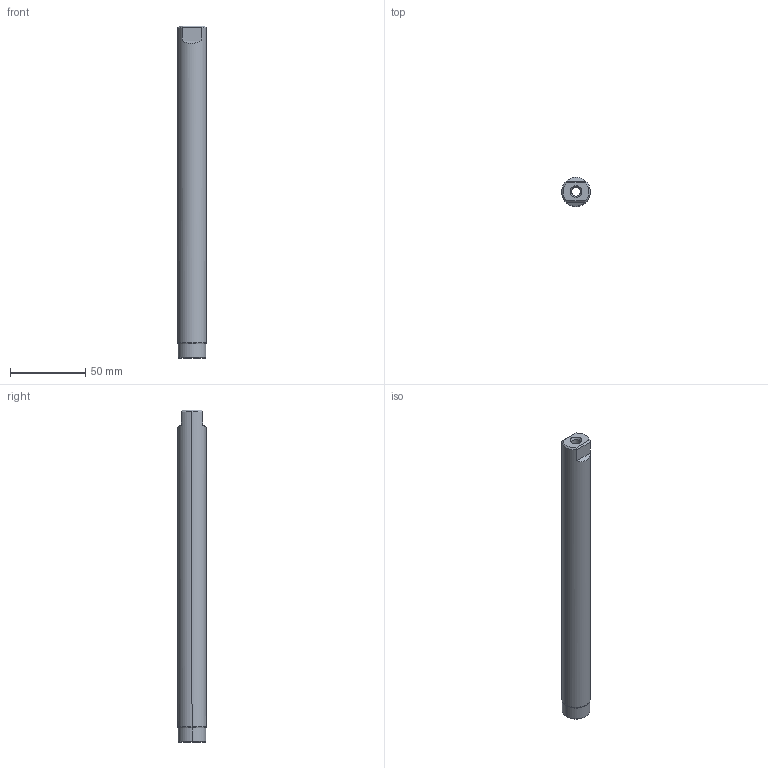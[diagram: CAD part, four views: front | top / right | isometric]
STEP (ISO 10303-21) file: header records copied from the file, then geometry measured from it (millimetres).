
FILE_DESCRIPTION(/* description */ (''),/* implementation_level */ '2;1');
FILE_NAME(/* name */ 'scu12m10s220l.stp',/* time_stamp */ '2018-04-24T14:56:01+09:00',/* author */ (''),/* organization */ (''),/* preprocessor_version */ 'ST-DEVELOPER v16',/* originating_system */ 'SIEMENS PLM Software NX 10.0',/* authorisation */ '');
FILE_SCHEMA (('AUTOMOTIVE_DESIGN { 1 0 10303 214 3 1 1 1 }'));
Length unit declared in the file: millimetre
Products named in the file (1): SCU12M10S220L
Bounding box: 19.05 x 19.05 x 220 mm (x, y, z)
Volume: 54629.6 mm3; surface area: 17978.4 mm2
Topology: 1 solids, 1 shells, 38 faces, 80 edges, 46 vertices
Faces by surface type: cone 14, cylinder 12, plane 10, torus 2
Entity records: 1074 total; most frequent: DIRECTION 202, CARTESIAN_POINT 184, ORIENTED_EDGE 160, AXIS2_PLACEMENT_3D 84, EDGE_CURVE 80, VERTEX_POINT 46, EDGE_LOOP 42, CIRCLE 40
